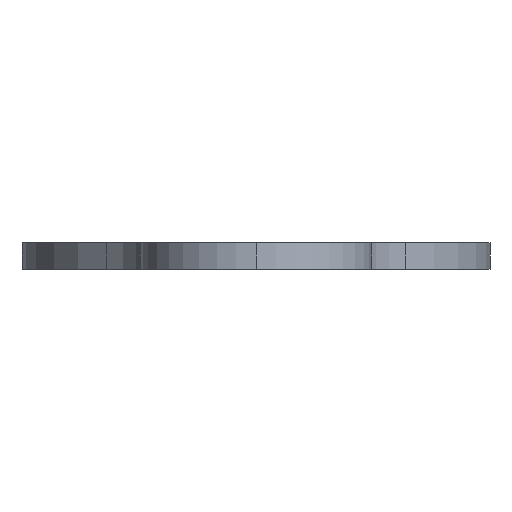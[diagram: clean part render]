
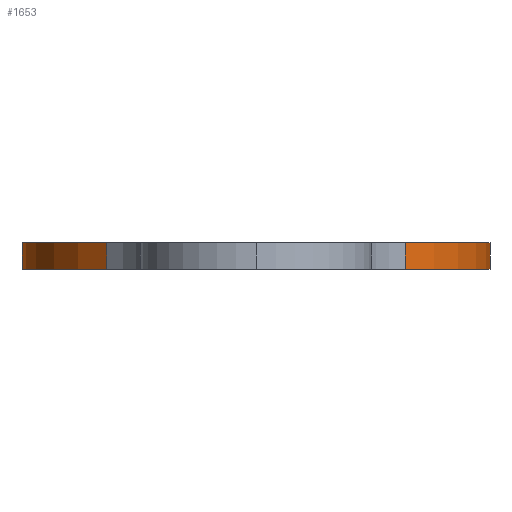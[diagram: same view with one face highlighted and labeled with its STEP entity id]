
A CAD part, left-side view. The second image highlights one B-rep face of the part: STEP entity #1653.
In plain terms, the highlighted cylindrical face has radius 22.5 mm (diameter 45 mm), a partial arc.
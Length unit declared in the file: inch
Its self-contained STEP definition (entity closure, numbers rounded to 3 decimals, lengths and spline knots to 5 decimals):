
#47 = AXIS2_PLACEMENT_3D ( 'NONE', #2316, #616, #249 ) ;
#87 = EDGE_LOOP ( 'NONE', ( #2419, #295, #1890, #2424 ) ) ;
#192 = LINE ( 'NONE', #1346, #1602 ) ;
#236 = CYLINDRICAL_SURFACE ( 'NONE', #47, 0.88583 ) ;
#237 = VERTEX_POINT ( 'NONE', #1127 ) ;
#249 = DIRECTION ( 'NONE',  ( -1., 0., 0. ) ) ;
#279 = CARTESIAN_POINT ( 'NONE',  ( 3.93701, 0., 0.04921 ) ) ;
#295 = ORIENTED_EDGE ( 'NONE', *, *, #1721, .T. ) ;
#474 = DIRECTION ( 'NONE',  ( 0., 0., 1. ) ) ;
#563 = CARTESIAN_POINT ( 'NONE',  ( 3.93701, 0., -0.04921 ) ) ;
#616 = DIRECTION ( 'NONE',  ( 0., 0., -1. ) ) ;
#617 = AXIS2_PLACEMENT_3D ( 'NONE', #279, #474, #1041 ) ;
#650 = CARTESIAN_POINT ( 'NONE',  ( 3.25527, 0.56561, -0.04921 ) ) ;
#709 = CARTESIAN_POINT ( 'NONE',  ( 3.25527, -0.56561, -0.04921 ) ) ;
#735 = CIRCLE ( 'NONE', #1490, 0.88583 ) ;
#742 = DIRECTION ( 'NONE',  ( 0., 0., 1. ) ) ;
#958 = DIRECTION ( 'NONE',  ( 0., 0., 1. ) ) ;
#987 = EDGE_CURVE ( 'NONE', #237, #1311, #1300, .T. ) ;
#1041 = DIRECTION ( 'NONE',  ( -1., 0., 0. ) ) ;
#1115 = VECTOR ( 'NONE', #1627, 39.37008 ) ;
#1127 = CARTESIAN_POINT ( 'NONE',  ( 3.25527, -0.56561, 0.04921 ) ) ;
#1300 = CIRCLE ( 'NONE', #617, 0.88583 ) ;
#1311 = VERTEX_POINT ( 'NONE', #2127 ) ;
#1346 = CARTESIAN_POINT ( 'NONE',  ( 3.25527, 0.56561, 0.04921 ) ) ;
#1405 = VERTEX_POINT ( 'NONE', #650 ) ;
#1419 = EDGE_CURVE ( 'NONE', #237, #1582, #2202, .T. ) ;
#1490 = AXIS2_PLACEMENT_3D ( 'NONE', #563, #742, #1826 ) ;
#1582 = VERTEX_POINT ( 'NONE', #709 ) ;
#1602 = VECTOR ( 'NONE', #958, 39.37008 ) ;
#1627 = DIRECTION ( 'NONE',  ( 0., 0., -1. ) ) ;
#1653 = ADVANCED_FACE ( 'NONE', ( #2280 ), #236, .T. ) ;
#1721 = EDGE_CURVE ( 'NONE', #1405, #1311, #192, .T. ) ;
#1826 = DIRECTION ( 'NONE',  ( -1., 0., 0. ) ) ;
#1890 = ORIENTED_EDGE ( 'NONE', *, *, #987, .F. ) ;
#1999 = CARTESIAN_POINT ( 'NONE',  ( 3.25527, -0.56561, 0.04921 ) ) ;
#2077 = EDGE_CURVE ( 'NONE', #1582, #1405, #735, .T. ) ;
#2127 = CARTESIAN_POINT ( 'NONE',  ( 3.25527, 0.56561, 0.04921 ) ) ;
#2202 = LINE ( 'NONE', #1999, #1115 ) ;
#2280 = FACE_OUTER_BOUND ( 'NONE', #87, .T. ) ;
#2316 = CARTESIAN_POINT ( 'NONE',  ( 3.93701, 0., 0.04921 ) ) ;
#2419 = ORIENTED_EDGE ( 'NONE', *, *, #2077, .T. ) ;
#2424 = ORIENTED_EDGE ( 'NONE', *, *, #1419, .T. ) ;
